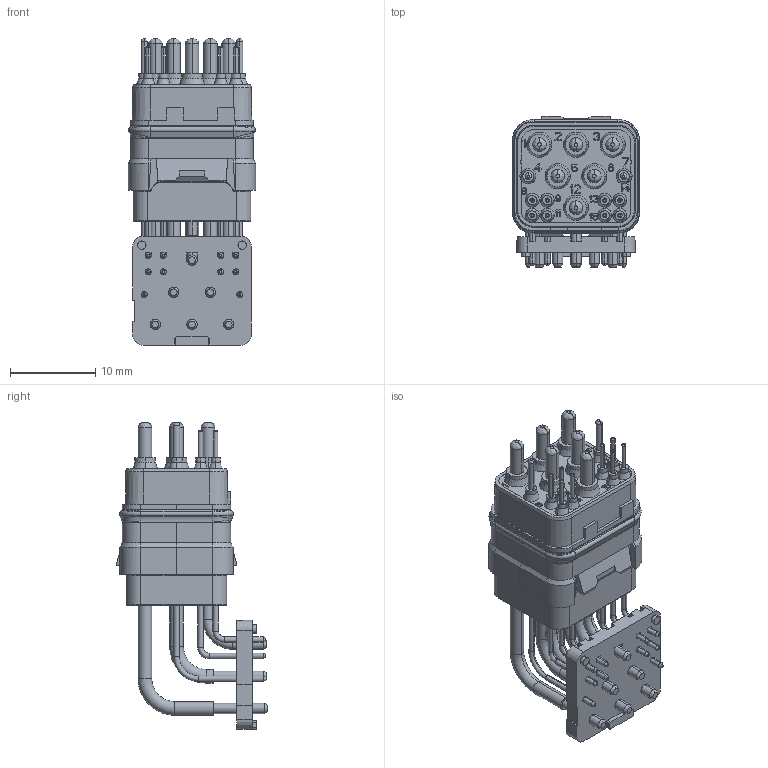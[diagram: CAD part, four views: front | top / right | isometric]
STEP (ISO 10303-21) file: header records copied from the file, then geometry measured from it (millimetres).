
FILE_DESCRIPTION((''),'2;1');
FILE_NAME('SIME1602PBFBR','2020-01-15T',('presta_be4'),(''),'CREO PARAMETRIC BY PTC INC, 2018360','CREO PARAMETRIC BY PTC INC, 2018360','');
FILE_SCHEMA(('CONFIG_CONTROL_DESIGN'));
Products named in the file (1): SIME1602PBFBR
Bounding box: 15 x 17.73 x 35.99 mm (x, y, z)
Volume: 3312.2 mm3; surface area: 5060.3 mm2
Topology: 2 solids, 3 shells, 2184 faces, 5793 edges, 3742 vertices
Faces by surface type: plane 1543, cylinder 391, cone 102, torus 88, bspline 56, sphere 4
Entity records: 71115 total; most frequent: CARTESIAN_POINT 16352, ORIENTED_EDGE 11586, DIRECTION 10917, EDGE_CURVE 5793, VECTOR 4619, LINE 4619, VERTEX_POINT 3742, AXIS2_PLACEMENT_3D 3149
